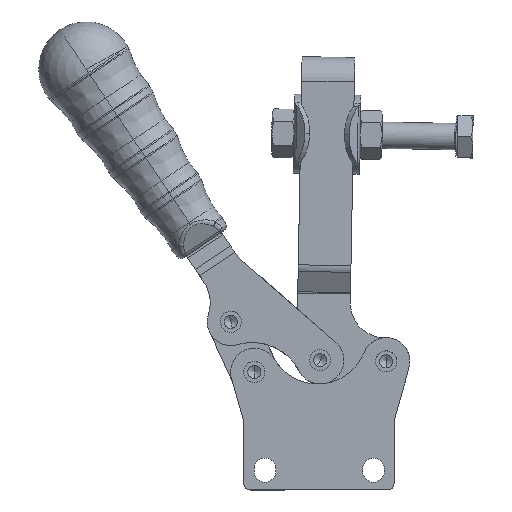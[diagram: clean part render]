
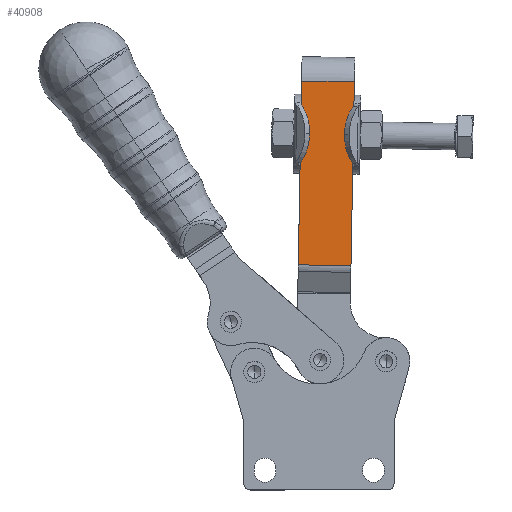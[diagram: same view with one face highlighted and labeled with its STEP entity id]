
A CAD part, top view. The second image highlights one B-rep face of the part: STEP entity #40908.
In plain terms, the highlighted planar face has unit normal (0, 0, 1).
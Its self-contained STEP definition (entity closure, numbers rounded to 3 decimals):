
#35691=CARTESIAN_POINT('',(34.196,119.07,-29.224));
#35692=VERTEX_POINT('',#35691);
#35693=CARTESIAN_POINT('',(34.624,142.349,-29.224));
#35694=VERTEX_POINT('',#35693);
#35695=CARTESIAN_POINT('',(34.196,119.07,-29.224));
#35696=DIRECTION('',(0.018,1.,0.0));
#35697=VECTOR('',#35696,23.283);
#35698=LINE('',#35695,#35697);
#35699=EDGE_CURVE('',#35692,#35694,#35698,.T.);
#35891=CARTESIAN_POINT('',(34.204,119.066,-29.224));
#35892=VERTEX_POINT('',#35891);
#35893=CARTESIAN_POINT('',(34.204,119.066,-29.224));
#35894=CARTESIAN_POINT('',(34.201,119.067,-29.224));
#35895=CARTESIAN_POINT('',(34.198,119.069,-29.224));
#35896=CARTESIAN_POINT('',(34.196,119.07,-29.224));
#35897=B_SPLINE_CURVE_WITH_KNOTS('',3,(#35893,#35894,#35895,#35896),.UNSPECIFIED.,.F.,.U.,(4,4),(0.159,0.161),.UNSPECIFIED.);
#35898=CARTESIAN_POINT('',(34.204,119.066,-29.224));
#35899=CARTESIAN_POINT('',(34.196,119.07,-29.224));
#35900=TRIMMED_CURVE('',#35897,(PARAMETER_VALUE(0.159),#35898),(PARAMETER_VALUE(0.161),#35899),.T.,.PARAMETER.);
#35901=EDGE_CURVE('',#35892,#35692,#35900,.T.);
#36417=CARTESIAN_POINT('',(34.633,142.353,-29.224));
#36418=VERTEX_POINT('',#36417);
#36419=CARTESIAN_POINT('',(34.624,142.349,-29.224));
#36420=CARTESIAN_POINT('',(34.627,142.35,-29.224));
#36421=CARTESIAN_POINT('',(34.63,142.352,-29.224));
#36422=CARTESIAN_POINT('',(34.633,142.353,-29.224));
#36423=B_SPLINE_CURVE_WITH_KNOTS('',3,(#36419,#36420,#36421,#36422),.UNSPECIFIED.,.F.,.U.,(4,4),(0.0,0.001),.UNSPECIFIED.);
#36424=CARTESIAN_POINT('',(34.624,142.349,-29.224));
#36425=CARTESIAN_POINT('',(34.633,142.353,-29.224));
#36426=TRIMMED_CURVE('',#36423,(PARAMETER_VALUE(0.),#36424),(PARAMETER_VALUE(0.001),#36425),.T.,.PARAMETER.);
#36427=EDGE_CURVE('',#35694,#36418,#36426,.T.);
#37111=CARTESIAN_POINT('',(33.504,80.986,-29.224));
#37112=VERTEX_POINT('',#37111);
#37113=CARTESIAN_POINT('',(34.204,119.066,-29.224));
#37114=DIRECTION('',(-0.018,-1.,0.));
#37115=VECTOR('',#37114,38.086);
#37116=LINE('',#37113,#37115);
#37117=EDGE_CURVE('',#35892,#37112,#37116,.T.);
#37245=CARTESIAN_POINT('',(34.787,150.706,-29.224));
#37246=VERTEX_POINT('',#37245);
#37254=CARTESIAN_POINT('',(34.787,150.706,-29.224));
#37255=DIRECTION('',(-0.018,-1.,0.0));
#37256=VECTOR('',#37255,8.354);
#37257=LINE('',#37254,#37256);
#37258=EDGE_CURVE('',#37246,#36418,#37257,.T.);
#37268=CARTESIAN_POINT('',(14.645,142.717,-29.224));
#37269=VERTEX_POINT('',#37268);
#37270=CARTESIAN_POINT('',(14.217,119.438,-29.224));
#37271=VERTEX_POINT('',#37270);
#37272=CARTESIAN_POINT('',(14.645,142.717,-29.224));
#37273=DIRECTION('',(-0.018,-1.,0.0));
#37274=VECTOR('',#37273,23.283);
#37275=LINE('',#37272,#37274);
#37276=EDGE_CURVE('',#37269,#37271,#37275,.T.);
#37468=CARTESIAN_POINT('',(14.636,142.721,-29.224));
#37469=VERTEX_POINT('',#37468);
#37470=CARTESIAN_POINT('',(14.636,142.721,-29.224));
#37471=CARTESIAN_POINT('',(14.639,142.72,-29.224));
#37472=CARTESIAN_POINT('',(14.642,142.718,-29.224));
#37473=CARTESIAN_POINT('',(14.645,142.717,-29.224));
#37474=B_SPLINE_CURVE_WITH_KNOTS('',3,(#37470,#37471,#37472,#37473),.UNSPECIFIED.,.F.,.U.,(4,4),(0.284,0.286),.UNSPECIFIED.);
#37475=CARTESIAN_POINT('',(14.636,142.721,-29.224));
#37476=CARTESIAN_POINT('',(14.645,142.717,-29.224));
#37477=TRIMMED_CURVE('',#37474,(PARAMETER_VALUE(0.284),#37475),(PARAMETER_VALUE(0.286),#37476),.T.,.PARAMETER.);
#37478=EDGE_CURVE('',#37469,#37269,#37477,.T.);
#37994=CARTESIAN_POINT('',(14.208,119.434,-29.224));
#37995=VERTEX_POINT('',#37994);
#37996=CARTESIAN_POINT('',(14.217,119.438,-29.224));
#37997=CARTESIAN_POINT('',(14.214,119.436,-29.224));
#37998=CARTESIAN_POINT('',(14.211,119.435,-29.224));
#37999=CARTESIAN_POINT('',(14.208,119.434,-29.224));
#38000=B_SPLINE_CURVE_WITH_KNOTS('',3,(#37996,#37997,#37998,#37999),.UNSPECIFIED.,.F.,.U.,(4,4),(0.0,0.001),.UNSPECIFIED.);
#38001=CARTESIAN_POINT('',(14.217,119.438,-29.224));
#38002=CARTESIAN_POINT('',(14.208,119.434,-29.224));
#38003=TRIMMED_CURVE('',#38000,(PARAMETER_VALUE(0.),#38001),(PARAMETER_VALUE(0.001),#38002),.T.,.PARAMETER.);
#38004=EDGE_CURVE('',#37271,#37995,#38003,.T.);
#38704=CARTESIAN_POINT('',(14.79,151.074,-29.224));
#38705=VERTEX_POINT('',#38704);
#38706=CARTESIAN_POINT('',(14.79,151.074,-29.224));
#38707=DIRECTION('',(-0.018,-1.,0.0));
#38708=VECTOR('',#38707,8.354);
#38709=LINE('',#38706,#38708);
#38710=EDGE_CURVE('',#38705,#37469,#38709,.T.);
#38837=CARTESIAN_POINT('',(13.507,81.354,-29.224));
#38838=VERTEX_POINT('',#38837);
#38846=CARTESIAN_POINT('',(14.208,119.434,-29.224));
#38847=DIRECTION('',(-0.018,-1.,0.));
#38848=VECTOR('',#38847,38.086);
#38849=LINE('',#38846,#38848);
#38850=EDGE_CURVE('',#37995,#38838,#38849,.T.);
#40879=CARTESIAN_POINT('',(34.787,150.706,-29.224));
#40880=DIRECTION('',(0.0,0.0,1.0));
#40881=DIRECTION('',(1.,-0.018,0.0));
#40882=AXIS2_PLACEMENT_3D('',#40879,#40880,#40881);
#40883=PLANE('',#40882);
#40884=ORIENTED_EDGE('',*,*,#36427,.T.);
#40885=ORIENTED_EDGE('',*,*,#37258,.F.);
#40886=CARTESIAN_POINT('',(34.787,150.706,-29.224));
#40887=DIRECTION('',(-1.,0.018,0.0));
#40888=VECTOR('',#40887,20.0);
#40889=LINE('',#40886,#40888);
#40890=EDGE_CURVE('',#37246,#38705,#40889,.T.);
#40891=ORIENTED_EDGE('',*,*,#40890,.T.);
#40892=ORIENTED_EDGE('',*,*,#38710,.T.);
#40893=ORIENTED_EDGE('',*,*,#37478,.T.);
#40894=ORIENTED_EDGE('',*,*,#37276,.T.);
#40895=ORIENTED_EDGE('',*,*,#38004,.T.);
#40896=ORIENTED_EDGE('',*,*,#38850,.T.);
#40897=CARTESIAN_POINT('',(13.507,81.354,-29.224));
#40898=DIRECTION('',(1.,-0.018,0.0));
#40899=VECTOR('',#40898,20.);
#40900=LINE('',#40897,#40899);
#40901=EDGE_CURVE('',#38838,#37112,#40900,.T.);
#40902=ORIENTED_EDGE('',*,*,#40901,.T.);
#40903=ORIENTED_EDGE('',*,*,#37117,.F.);
#40904=ORIENTED_EDGE('',*,*,#35901,.T.);
#40905=ORIENTED_EDGE('',*,*,#35699,.T.);
#40906=EDGE_LOOP('',(#40884,#40885,#40891,#40892,#40893,#40894,#40895,#40896,#40902,#40903,#40904,#40905));
#40907=FACE_OUTER_BOUND('',#40906,.T.);
#40908=ADVANCED_FACE('',(#40907),#40883,.T.);
